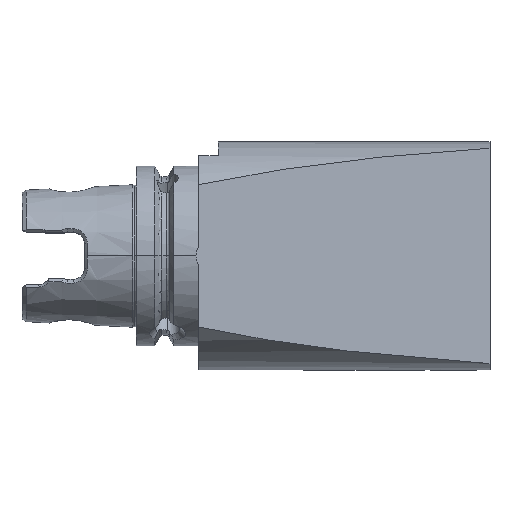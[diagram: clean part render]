
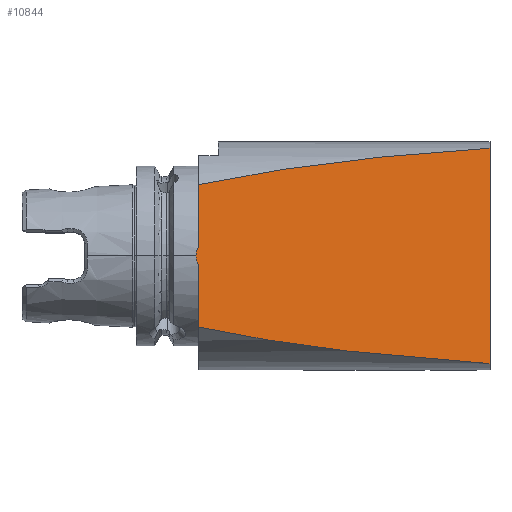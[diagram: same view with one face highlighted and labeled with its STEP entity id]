
A CAD part, top view. The second image highlights one B-rep face of the part: STEP entity #10844.
In plain terms, the highlighted planar face has unit normal (0.174, 0, 0.985).
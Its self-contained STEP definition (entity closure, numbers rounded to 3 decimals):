
#322 = VECTOR ( 'NONE', #2403, 1000. ) ;
#332 = CARTESIAN_POINT ( 'NONE',  ( 22., -3.355, 31.296 ) ) ;
#377 = CARTESIAN_POINT ( 'NONE',  ( 22., 3.355, 31.296 ) ) ;
#502 = EDGE_CURVE ( 'NONE', #2043, #12105, #14031, .T. ) ;
#809 = ORIENTED_EDGE ( 'NONE', *, *, #13089, .F. ) ;
#917 = CARTESIAN_POINT ( 'NONE',  ( 22., 2.75, 31.296 ) ) ;
#1164 = CARTESIAN_POINT ( 'NONE',  ( 22., -3.355, 31.296 ) ) ;
#1193 = CARTESIAN_POINT ( 'NONE',  ( 20.983, 1.121, 31.475 ) ) ;
#1563 = ORIENTED_EDGE ( 'NONE', *, *, #14313, .T. ) ;
#1992 = VERTEX_POINT ( 'NONE', #377 ) ;
#2043 = VERTEX_POINT ( 'NONE', #14020 ) ;
#2403 = DIRECTION ( 'NONE',  ( 0., 1., 0. ) ) ;
#2599 = CARTESIAN_POINT ( 'NONE',  ( 83.591, -35.206, 20.436 ) ) ;
#2632 = EDGE_CURVE ( 'NONE', #5264, #13384, #4615, .T. ) ;
#2696 = ORIENTED_EDGE ( 'NONE', *, *, #502, .F. ) ;
#2843 = CARTESIAN_POINT ( 'NONE',  ( 20.983, -1.121, 31.475 ) ) ;
#3452 = LINE ( 'NONE', #917, #15222 ) ;
#3961 = LINE ( 'NONE', #4238, #322 ) ;
#4238 = CARTESIAN_POINT ( 'NONE',  ( 22., 2.75, 31.296 ) ) ;
#4336 = FACE_OUTER_BOUND ( 'NONE', #5785, .T. ) ;
#4384 = ORIENTED_EDGE ( 'NONE', *, *, #2632, .F. ) ;
#4615 =( BOUNDED_CURVE ( )  B_SPLINE_CURVE ( 3, ( #5828, #2599, #6548, #10154 ),
 .UNSPECIFIED., .F., .F. ) 
 B_SPLINE_CURVE_WITH_KNOTS ( ( 4, 4 ),
 ( 5.052, 5.611 ),
 .UNSPECIFIED. ) 
 CURVE ( )  GEOMETRIC_REPRESENTATION_ITEM ( )  RATIONAL_B_SPLINE_CURVE ( ( 1., 0.974, 0.974, 1. ) ) 
 REPRESENTATION_ITEM ( '' )  );
#4638 = CARTESIAN_POINT ( 'NONE',  ( 124., -40., 13.31 ) ) ;
#4842 = CARTESIAN_POINT ( 'NONE',  ( 20.983, 0., 31.475 ) ) ;
#5045 = CARTESIAN_POINT ( 'NONE',  ( 48.687, 30.823, 26.59 ) ) ;
#5068 = ORIENTED_EDGE ( 'NONE', *, *, #14472, .F. ) ;
#5264 = VERTEX_POINT ( 'NONE', #12612 ) ;
#5276 = CARTESIAN_POINT ( 'NONE',  ( 22., 24.911, 31.296 ) ) ;
#5361 = LINE ( 'NONE', #12903, #10529 ) ;
#5400 = PLANE ( 'NONE',  #6865 ) ;
#5785 = EDGE_LOOP ( 'NONE', ( #1563, #2696, #5068, #13837, #809, #12170, #4384 ) ) ;
#5818 = CARTESIAN_POINT ( 'NONE',  ( 20.983, 0., 31.475 ) ) ;
#5822 = CARTESIAN_POINT ( 'NONE',  ( 20.983, 0., 31.475 ) ) ;
#5828 = CARTESIAN_POINT ( 'NONE',  ( 124., -37.72, 13.31 ) ) ;
#6252 = CARTESIAN_POINT ( 'NONE',  ( 124., 37.72, 13.31 ) ) ;
#6548 = CARTESIAN_POINT ( 'NONE',  ( 48.687, -30.823, 26.59 ) ) ;
#6865 = AXIS2_PLACEMENT_3D ( 'NONE', #4638, #7596, #15585 ) ;
#7596 = DIRECTION ( 'NONE',  ( -0.174, 0., -0.985 ) ) ;
#8047 =( BOUNDED_CURVE ( )  B_SPLINE_CURVE ( 3, ( #332, #13197, #2843, #5822 ),
 .UNSPECIFIED., .F., .T. ) 
 B_SPLINE_CURVE_WITH_KNOTS ( ( 4, 4 ),
 ( 6.176, 6.283 ),
 .UNSPECIFIED. ) 
 CURVE ( )  GEOMETRIC_REPRESENTATION_ITEM ( )  RATIONAL_B_SPLINE_CURVE ( ( 1., 0.999, 0.999, 1. ) ) 
 REPRESENTATION_ITEM ( '' )  );
#8488 = CARTESIAN_POINT ( 'NONE',  ( 124., 37.72, 13.31 ) ) ;
#8679 = EDGE_CURVE ( 'NONE', #16204, #1992, #14032, .T. ) ;
#9358 = CARTESIAN_POINT ( 'NONE',  ( 83.591, 35.206, 20.436 ) ) ;
#10154 = CARTESIAN_POINT ( 'NONE',  ( 22., -24.911, 31.296 ) ) ;
#10529 = VECTOR ( 'NONE', #15657, 1000. ) ;
#10830 = DIRECTION ( 'NONE',  ( 0., 1., 0. ) ) ;
#10844 = ADVANCED_FACE ( 'NONE', ( #4336 ), #5400, .F. ) ;
#12092 = EDGE_CURVE ( 'NONE', #13384, #14779, #3961, .T. ) ;
#12105 = VERTEX_POINT ( 'NONE', #6252 ) ;
#12170 = ORIENTED_EDGE ( 'NONE', *, *, #12092, .F. ) ;
#12612 = CARTESIAN_POINT ( 'NONE',  ( 124., -37.72, 13.31 ) ) ;
#12799 = CARTESIAN_POINT ( 'NONE',  ( 21.322, 2.24, 31.415 ) ) ;
#12903 = CARTESIAN_POINT ( 'NONE',  ( 124., -40., 13.31 ) ) ;
#13089 = EDGE_CURVE ( 'NONE', #14779, #16204, #8047, .T. ) ;
#13197 = CARTESIAN_POINT ( 'NONE',  ( 21.322, -2.24, 31.415 ) ) ;
#13384 = VERTEX_POINT ( 'NONE', #16017 ) ;
#13837 = ORIENTED_EDGE ( 'NONE', *, *, #8679, .F. ) ;
#14020 = CARTESIAN_POINT ( 'NONE',  ( 22., 24.911, 31.296 ) ) ;
#14031 =( BOUNDED_CURVE ( )  B_SPLINE_CURVE ( 3, ( #5276, #5045, #9358, #8488 ),
 .UNSPECIFIED., .F., .T. ) 
 B_SPLINE_CURVE_WITH_KNOTS ( ( 4, 4 ),
 ( 0.672, 1.232 ),
 .UNSPECIFIED. ) 
 CURVE ( )  GEOMETRIC_REPRESENTATION_ITEM ( )  RATIONAL_B_SPLINE_CURVE ( ( 1., 0.974, 0.974, 1. ) ) 
 REPRESENTATION_ITEM ( '' )  );
#14032 =( BOUNDED_CURVE ( )  B_SPLINE_CURVE ( 3, ( #4842, #1193, #12799, #16175 ),
 .UNSPECIFIED., .F., .T. ) 
 B_SPLINE_CURVE_WITH_KNOTS ( ( 4, 4 ),
 ( 0., 0.107 ),
 .UNSPECIFIED. ) 
 CURVE ( )  GEOMETRIC_REPRESENTATION_ITEM ( )  RATIONAL_B_SPLINE_CURVE ( ( 1., 0.999, 0.999, 1. ) ) 
 REPRESENTATION_ITEM ( '' )  );
#14313 = EDGE_CURVE ( 'NONE', #5264, #12105, #5361, .T. ) ;
#14472 = EDGE_CURVE ( 'NONE', #1992, #2043, #3452, .T. ) ;
#14779 = VERTEX_POINT ( 'NONE', #1164 ) ;
#15222 = VECTOR ( 'NONE', #10830, 1000. ) ;
#15585 = DIRECTION ( 'NONE',  ( -0.985, 0., 0.174 ) ) ;
#15657 = DIRECTION ( 'NONE',  ( 0., 1., 0. ) ) ;
#16017 = CARTESIAN_POINT ( 'NONE',  ( 22., -24.911, 31.296 ) ) ;
#16175 = CARTESIAN_POINT ( 'NONE',  ( 22., 3.355, 31.296 ) ) ;
#16204 = VERTEX_POINT ( 'NONE', #5818 ) ;
